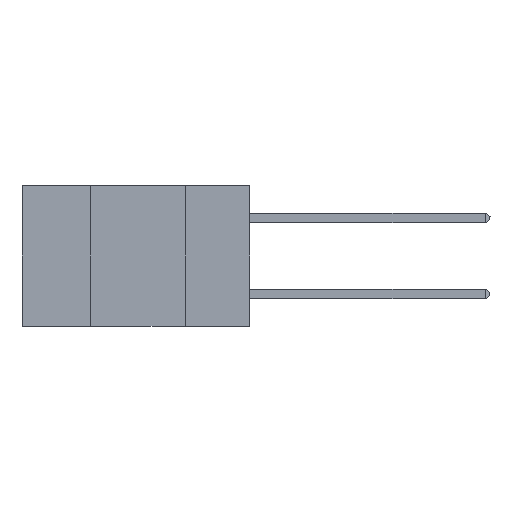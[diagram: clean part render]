
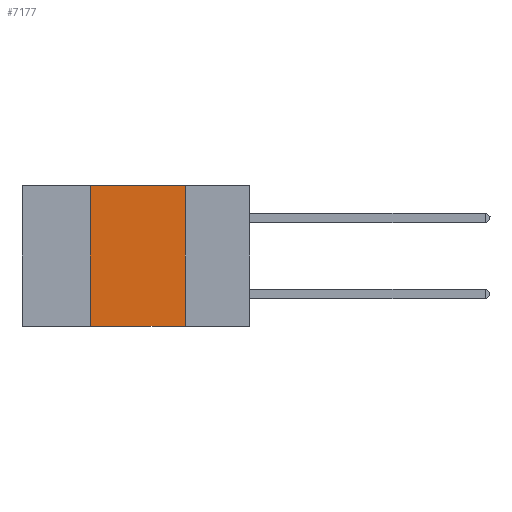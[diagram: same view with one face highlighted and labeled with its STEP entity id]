
A CAD part, left-side view. The second image highlights one B-rep face of the part: STEP entity #7177.
In plain terms, the highlighted planar face has unit normal (-1, 0, 0).
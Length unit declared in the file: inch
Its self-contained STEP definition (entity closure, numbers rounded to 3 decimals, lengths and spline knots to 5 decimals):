
#494 = LINE ( 'NONE', #3108, #5546 ) ;
#550 = VECTOR ( 'NONE', #5474, 39.37008 ) ;
#828 = ORIENTED_EDGE ( 'NONE', *, *, #4526, .F. ) ;
#1039 = CARTESIAN_POINT ( 'NONE',  ( 0., 0.42, 0. ) ) ;
#1694 = PLANE ( 'NONE',  #10772 ) ;
#1788 = ORIENTED_EDGE ( 'NONE', *, *, #6661, .T. ) ;
#1789 = VECTOR ( 'NONE', #3914, 39.37008 ) ;
#1910 = ORIENTED_EDGE ( 'NONE', *, *, #2855, .F. ) ;
#1953 = ORIENTED_EDGE ( 'NONE', *, *, #6374, .F. ) ;
#2010 = CARTESIAN_POINT ( 'NONE',  ( 0., 0.6, -0.37 ) ) ;
#2714 = CARTESIAN_POINT ( 'NONE',  ( 0., 0.6, 0. ) ) ;
#2758 = DIRECTION ( 'NONE',  ( 0., 0., -1. ) ) ;
#2855 = EDGE_CURVE ( 'NONE', #10732, #10057, #5481, .T. ) ;
#3108 = CARTESIAN_POINT ( 'NONE',  ( 0., 0.6, 0. ) ) ;
#3348 = CARTESIAN_POINT ( 'NONE',  ( 0., 0.42, 0. ) ) ;
#3376 = EDGE_LOOP ( 'NONE', ( #828, #1953, #1910, #1788 ) ) ;
#3414 = VERTEX_POINT ( 'NONE', #5597 ) ;
#3914 = DIRECTION ( 'NONE',  ( 0., -1., 0. ) ) ;
#4526 = EDGE_CURVE ( 'NONE', #8526, #3414, #5868, .T. ) ;
#4871 = VECTOR ( 'NONE', #8817, 39.37008 ) ;
#5474 = DIRECTION ( 'NONE',  ( 0., 0., -1. ) ) ;
#5481 = LINE ( 'NONE', #3348, #4871 ) ;
#5546 = VECTOR ( 'NONE', #10111, 39.37008 ) ;
#5597 = CARTESIAN_POINT ( 'NONE',  ( 0., 0.17, -0.37 ) ) ;
#5868 = LINE ( 'NONE', #11620, #550 ) ;
#6374 = EDGE_CURVE ( 'NONE', #10057, #8526, #494, .T. ) ;
#6661 = EDGE_CURVE ( 'NONE', #10732, #3414, #9043, .T. ) ;
#7177 = ADVANCED_FACE ( 'NONE', ( #8310 ), #1694, .F. ) ;
#8215 = DIRECTION ( 'NONE',  ( 1., 0., 0. ) ) ;
#8310 = FACE_OUTER_BOUND ( 'NONE', #3376, .T. ) ;
#8526 = VERTEX_POINT ( 'NONE', #10164 ) ;
#8817 = DIRECTION ( 'NONE',  ( 0., 0., 1. ) ) ;
#9043 = LINE ( 'NONE', #2010, #1789 ) ;
#10057 = VERTEX_POINT ( 'NONE', #1039 ) ;
#10111 = DIRECTION ( 'NONE',  ( 0., -1., 0. ) ) ;
#10164 = CARTESIAN_POINT ( 'NONE',  ( 0., 0.17, 0. ) ) ;
#10732 = VERTEX_POINT ( 'NONE', #10947 ) ;
#10772 = AXIS2_PLACEMENT_3D ( 'NONE', #2714, #8215, #2758 ) ;
#10947 = CARTESIAN_POINT ( 'NONE',  ( 0., 0.42, -0.37 ) ) ;
#11620 = CARTESIAN_POINT ( 'NONE',  ( 0., 0.17, 0. ) ) ;
